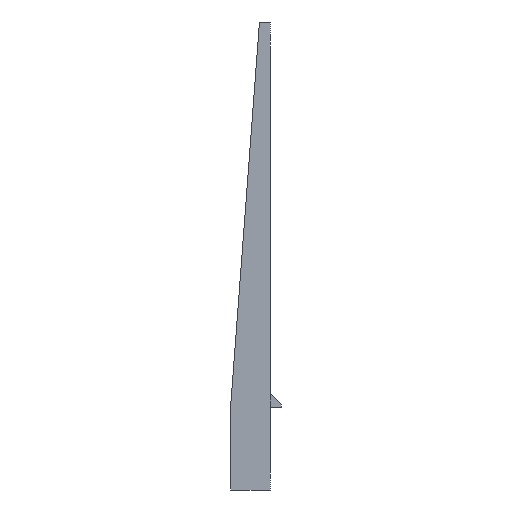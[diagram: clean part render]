
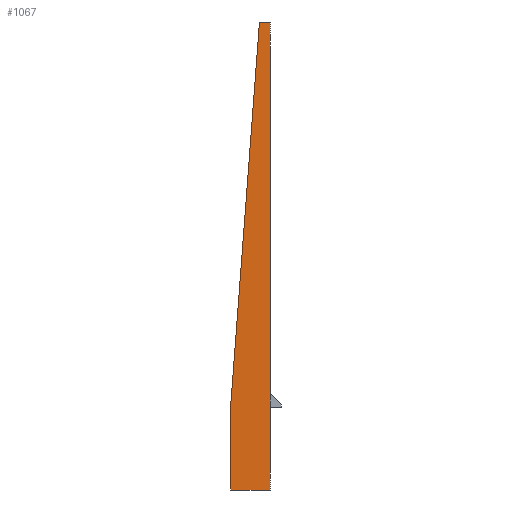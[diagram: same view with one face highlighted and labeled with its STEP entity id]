
A CAD part, left-side view. The second image highlights one B-rep face of the part: STEP entity #1067.
In plain terms, the highlighted planar face has unit normal (-1, 0, 0).
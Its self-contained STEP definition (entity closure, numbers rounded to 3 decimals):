
#30=LINE('',#1640,#104);
#37=LINE('',#1660,#111);
#72=LINE('',#1843,#146);
#73=LINE('',#1844,#147);
#74=LINE('',#1845,#148);
#104=VECTOR('',#1292,10.);
#111=VECTOR('',#1313,10.);
#146=VECTOR('',#1530,10.);
#147=VECTOR('',#1531,10.);
#148=VECTOR('',#1532,10.);
#277=FACE_OUTER_BOUND('',#352,.T.);
#352=EDGE_LOOP('',(#901,#902,#903,#904,#905));
#472=VERTEX_POINT('',#1638);
#473=VERTEX_POINT('',#1639);
#479=VERTEX_POINT('',#1658);
#535=VERTEX_POINT('',#1841);
#536=VERTEX_POINT('',#1842);
#574=EDGE_CURVE('',#472,#473,#30,.T.);
#584=EDGE_CURVE('',#479,#472,#37,.T.);
#672=EDGE_CURVE('',#535,#536,#72,.T.);
#673=EDGE_CURVE('',#535,#473,#73,.T.);
#674=EDGE_CURVE('',#536,#479,#74,.T.);
#901=ORIENTED_EDGE('',*,*,#672,.F.);
#902=ORIENTED_EDGE('',*,*,#673,.T.);
#903=ORIENTED_EDGE('',*,*,#574,.F.);
#904=ORIENTED_EDGE('',*,*,#584,.F.);
#905=ORIENTED_EDGE('',*,*,#674,.F.);
#1004=PLANE('',#1215);
#1067=ADVANCED_FACE('',(#277),#1004,.T.);
#1215=AXIS2_PLACEMENT_3D('',#1840,#1528,#1529);
#1292=DIRECTION('',(0.,-0.075,0.997));
#1313=DIRECTION('',(0.,0.,1.));
#1528=DIRECTION('center_axis',(-1.,0.,0.));
#1529=DIRECTION('ref_axis',(0.,0.,1.));
#1530=DIRECTION('',(0.,0.,-1.));
#1531=DIRECTION('',(0.,1.,0.));
#1532=DIRECTION('',(0.,1.,0.));
#1638=CARTESIAN_POINT('',(0.,14.5,30.));
#1639=CARTESIAN_POINT('',(0.,4.,170.));
#1640=CARTESIAN_POINT('',(0.,14.5,30.));
#1658=CARTESIAN_POINT('',(0.,14.5,0.));
#1660=CARTESIAN_POINT('',(0.,14.5,0.));
#1840=CARTESIAN_POINT('Origin',(0.,0.,0.));
#1841=CARTESIAN_POINT('',(0.,0.,170.));
#1842=CARTESIAN_POINT('',(0.,0.,0.));
#1843=CARTESIAN_POINT('',(0.,0.,170.));
#1844=CARTESIAN_POINT('',(0.,0.,170.));
#1845=CARTESIAN_POINT('',(0.,0.,0.));
